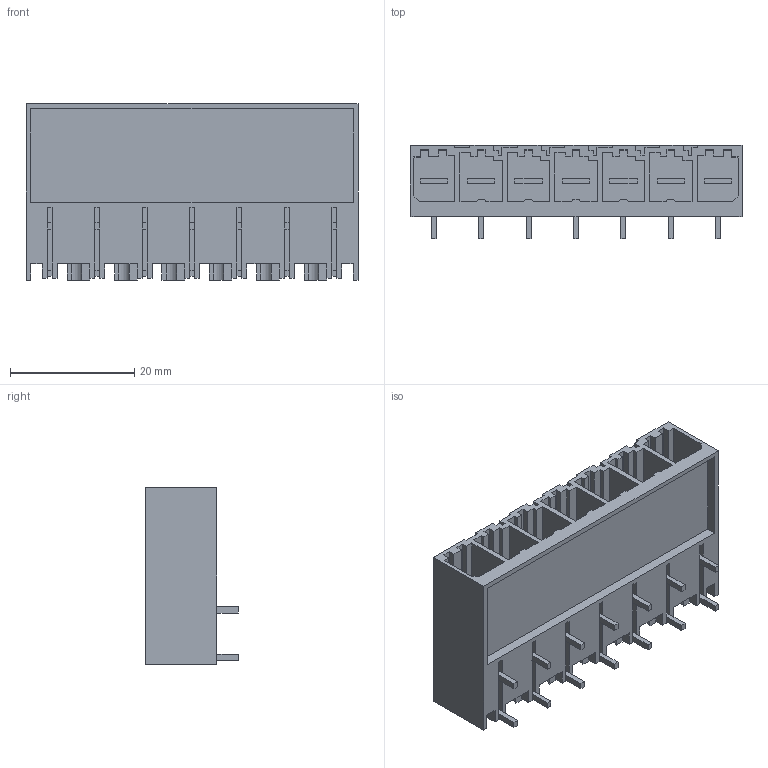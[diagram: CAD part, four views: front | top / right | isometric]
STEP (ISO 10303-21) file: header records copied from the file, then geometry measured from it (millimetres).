
FILE_DESCRIPTION(('CATIA V5 STEP Exchange','CAx-IF Rec.Pracs.--- Model Styling and Organization---1.2---2011-12-15'),'2;1');
FILE_NAME ('D1459370_0_1930320000_1930320000.stp','2016-11-14T10:52:55+00:00',('none'),('Weidmueller'),'CATIA Version 5-6 Release 2014','CATIA V5 STEP AP214','none');
FILE_SCHEMA(('AUTOMOTIVE_DESIGN { 1 0 10303 214 1 1 1 1 }'));
Length unit declared in the file: millimetre
Products named in the file (1): 1930320000_S
Bounding box: 53.34 x 14.9 x 28.3 mm (x, y, z)
Volume: 8512.5 mm3; surface area: 13405.1 mm2
Topology: 8 solids, 8 shells, 588 faces, 1755 edges, 1184 vertices
Faces by surface type: plane 552, cylinder 36
Entity records: 18061 total; most frequent: ORIENTED_EDGE 3510, CARTESIAN_POINT 3256, DIRECTION 2375, EDGE_CURVE 1755, VECTOR 1655, LINE 1655, VERTEX_POINT 1184, EDGE_LOOP 603
